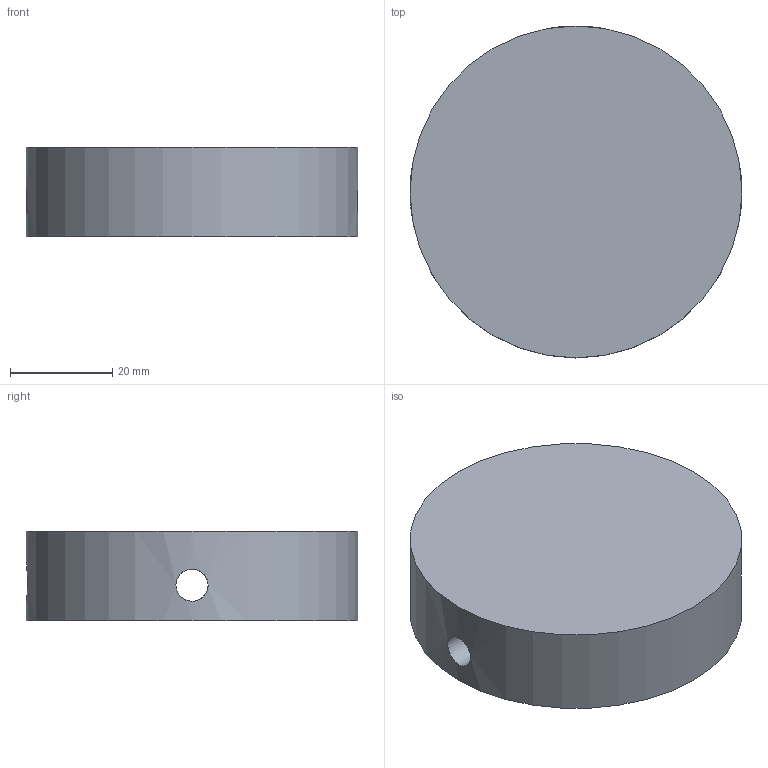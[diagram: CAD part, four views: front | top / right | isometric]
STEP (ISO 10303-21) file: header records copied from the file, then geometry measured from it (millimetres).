
FILE_DESCRIPTION(('STEP AP203'), '1');
FILE_NAME('Ear_Cups', '', ('UNSPECIFIED'), ('UNSPECIFIED'), 'C3D Converter', 'C3D Toolkit', '');
FILE_SCHEMA(('CONFIG_CONTROL_DESIGN'));
Length unit declared in the file: millimetre
Bounding box: 65 x 65 x 17.6 mm (x, y, z)
Volume: 20933.5 mm3; surface area: 14592 mm2
Topology: 1 solids, 1 shells, 64 faces, 161 edges, 105 vertices
Faces by surface type: plane 32, cylinder 16, cone 12, torus 4
Full cylindrical faces by diameter (mm): 3 x4, 6 x4, 6.3 x2, 10 x2, 65 x1
Entity records: 3622 total; most frequent: CARTESIAN_POINT 1619, ORIENTED_EDGE 294, DIRECTION 287, EDGE_CURVE 147, AXIS2_PLACEMENT_3D 123, VERTEX_POINT 105, EDGE_LOOP 90, FACE_BOUND 69
